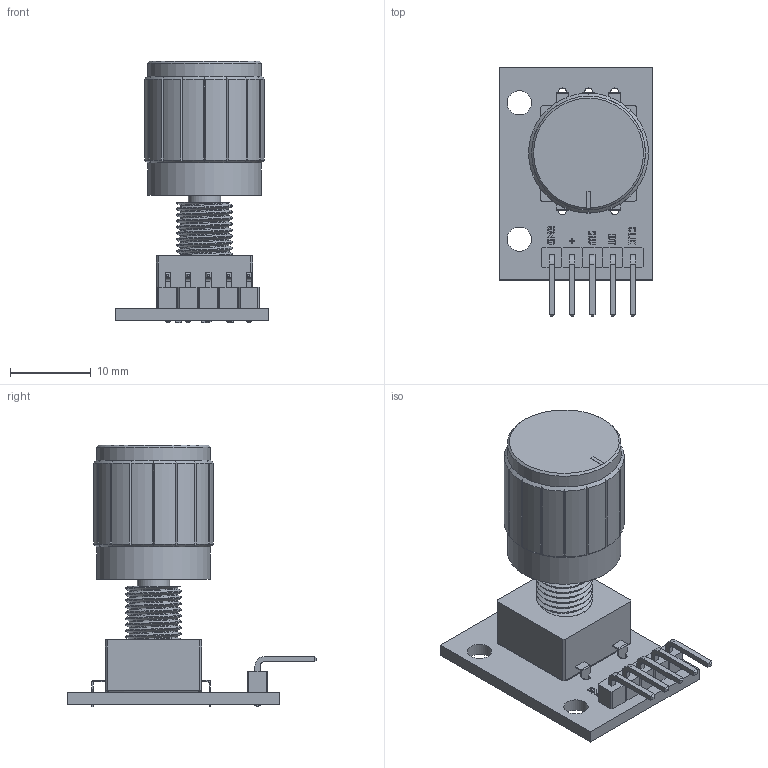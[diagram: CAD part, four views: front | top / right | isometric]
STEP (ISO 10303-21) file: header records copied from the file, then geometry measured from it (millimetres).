
FILE_DESCRIPTION(/* description */ (''),/* implementation_level */ '2;1');
FILE_NAME(/* name */ 'Rotary Encoder - KY-040.step',/* time_stamp */ '2022-12-16T15:20:30-06:00',/* author */ (''),/* organization */ (''),/* preprocessor_version */ 'ST-DEVELOPER v19.2',/* originating_system */ 'Autodesk Translation Framework v11.17.0.187',/* authorisation */ '');
FILE_SCHEMA (('AUTOMOTIVE_DESIGN { 1 0 10303 214 3 1 1 }'));
Length unit declared in the file: millimetre
Products named in the file (1): Rotary Encoder - KY-040
Bounding box: 19 x 30.75 x 32.39 mm (x, y, z)
Volume: 4448.4 mm3; surface area: 4311.5 mm2
Topology: 20 solids, 20 shells, 552 faces, 1431 edges, 937 vertices
Faces by surface type: plane 394, cylinder 79, bspline 76, cone 3
Full cylindrical faces by diameter (mm): 1 x10, 3 x2, 4 x2, 6 x1, 6.048 x2, 6.908 x4, 12.98 x1, 14.08 x2
Entity records: 19247 total; most frequent: CARTESIAN_POINT 6293, ORIENTED_EDGE 2862, DIRECTION 2245, EDGE_CURVE 1431, LINE 1049, VECTOR 1049, VERTEX_POINT 937, EDGE_LOOP 606
